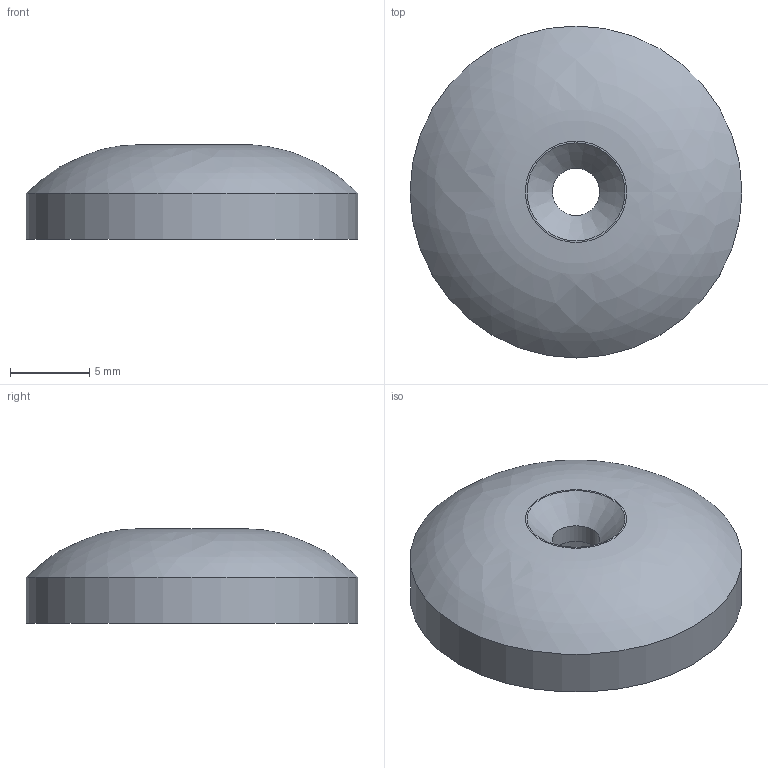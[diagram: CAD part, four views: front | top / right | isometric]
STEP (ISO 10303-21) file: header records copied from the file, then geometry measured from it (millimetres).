
FILE_DESCRIPTION(/* description */ (''),/* implementation_level */ '2;1');
FILE_NAME(/* name */ 'V7 PIED v2.step',/* time_stamp */ '2021-09-28T23:13:13+02:00',/* author */ (''),/* organization */ (''),/* preprocessor_version */ 'ST-DEVELOPER v18.1',/* originating_system */ 'Autodesk Translation Framework v10.10.0.1391',/* authorisation */ '');
FILE_SCHEMA (('AUTOMOTIVE_DESIGN { 1 0 10303 214 3 1 1 }'));
Length unit declared in the file: millimetre
Products named in the file (1): V7 PIED
Bounding box: 21 x 21 x 6 mm (x, y, z)
Volume: 1495.5 mm3; surface area: 1020.5 mm2
Topology: 1 solids, 1 shells, 8 faces, 14 edges, 9 vertices
Faces by surface type: cylinder 3, plane 3, cone 1, bspline 1
Full cylindrical faces by diameter (mm): 3 x1, 8.1 x1, 21 x1
Entity records: 259 total; most frequent: CARTESIAN_POINT 58, DIRECTION 40, ORIENTED_EDGE 28, AXIS2_PLACEMENT_3D 18, EDGE_CURVE 14, EDGE_LOOP 11, CIRCLE 10, VERTEX_POINT 9
